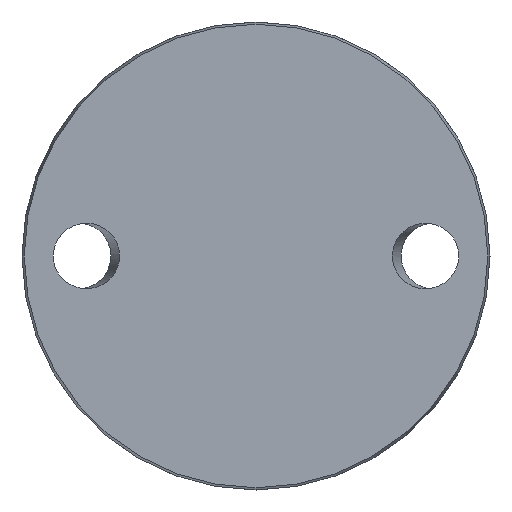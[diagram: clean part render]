
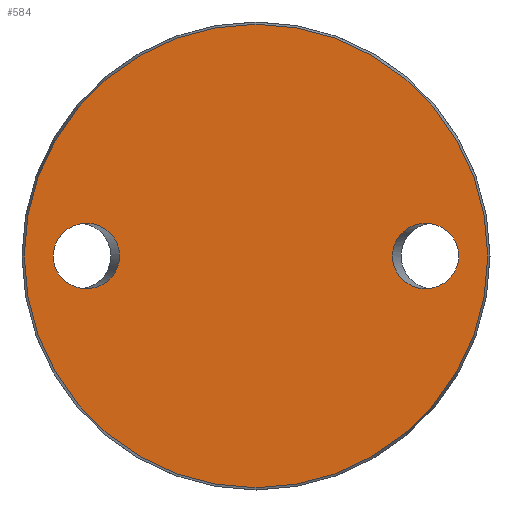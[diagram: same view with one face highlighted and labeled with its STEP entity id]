
A CAD part, front view. The second image highlights one B-rep face of the part: STEP entity #584.
In plain terms, the highlighted planar face has unit normal (0, -1, 0).
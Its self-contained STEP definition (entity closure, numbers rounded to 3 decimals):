
#12 =( BOUNDED_CURVE ( )  B_SPLINE_CURVE ( 3, ( #887, #732, #90, #726, #331, #876, #971 ),
 .UNSPECIFIED., .T., .T. ) 
 B_SPLINE_CURVE_WITH_KNOTS ( ( 4, 3, 4 ),
 ( 0., 3.142, 6.283 ),
 .UNSPECIFIED. ) 
 CURVE ( )  GEOMETRIC_REPRESENTATION_ITEM ( )  RATIONAL_B_SPLINE_CURVE ( ( 1., 0.333, 0.333, 1., 0.333, 0.333, 1. ) ) 
 REPRESENTATION_ITEM ( '' )  );
#22 = CARTESIAN_POINT ( 'NONE',  ( 0., 0., 0. ) ) ;
#26 = ORIENTED_EDGE ( 'NONE', *, *, #870, .T. ) ;
#40 = CARTESIAN_POINT ( 'NONE',  ( -51.115, 0., 0. ) ) ;
#60 = FACE_OUTER_BOUND ( 'NONE', #341, .T. ) ;
#90 = CARTESIAN_POINT ( 'NONE',  ( 51.115, 0., -16.5 ) ) ;
#125 = EDGE_LOOP ( 'NONE', ( #889 ) ) ;
#183 = DIRECTION ( 'NONE',  ( 0., 0., -1. ) ) ;
#209 = CARTESIAN_POINT ( 'NONE',  ( -34.385, 0., 16.5 ) ) ;
#215 = CARTESIAN_POINT ( 'NONE',  ( 34.385, 0., 0. ) ) ;
#251 = DIRECTION ( 'NONE',  ( 0., -1., 0. ) ) ;
#331 = CARTESIAN_POINT ( 'NONE',  ( 51.115, 0., 16.5 ) ) ;
#341 = EDGE_LOOP ( 'NONE', ( #26 ) ) ;
#350 = CARTESIAN_POINT ( 'NONE',  ( -51.115, 0., 0. ) ) ;
#351 = CARTESIAN_POINT ( 'NONE',  ( -51.115, 0., 0. ) ) ;
#355 = CARTESIAN_POINT ( 'NONE',  ( -34.385, 0., 0. ) ) ;
#372 = CARTESIAN_POINT ( 'NONE',  ( -58.425, 0., 0. ) ) ;
#479 = EDGE_CURVE ( 'NONE', #499, #499, #907, .T. ) ;
#499 = VERTEX_POINT ( 'NONE', #350 ) ;
#509 = AXIS2_PLACEMENT_3D ( 'NONE', #372, #622, #950 ) ;
#513 = CARTESIAN_POINT ( 'NONE',  ( -34.385, 0., -16.5 ) ) ;
#584 = ADVANCED_FACE ( 'NONE', ( #784, #872, #60 ), #633, .F. ) ;
#601 = CARTESIAN_POINT ( 'NONE',  ( -51.115, 0., -16.5 ) ) ;
#609 = VERTEX_POINT ( 'NONE', #215 ) ;
#622 = DIRECTION ( 'NONE',  ( 0., 1., 0. ) ) ;
#633 = PLANE ( 'NONE',  #509 ) ;
#683 = CARTESIAN_POINT ( 'NONE',  ( -51.115, 0., 16.5 ) ) ;
#706 = CARTESIAN_POINT ( 'NONE',  ( 0., 0., -58.425 ) ) ;
#726 = CARTESIAN_POINT ( 'NONE',  ( 51.115, 0., 0. ) ) ;
#732 = CARTESIAN_POINT ( 'NONE',  ( 34.385, 0., -16.5 ) ) ;
#764 = ORIENTED_EDGE ( 'NONE', *, *, #793, .F. ) ;
#784 = FACE_BOUND ( 'NONE', #125, .T. ) ;
#793 = EDGE_CURVE ( 'NONE', #609, #609, #12, .T. ) ;
#852 = CIRCLE ( 'NONE', #879, 58.425 ) ;
#870 = EDGE_CURVE ( 'NONE', #1022, #1022, #852, .T. ) ;
#872 = FACE_BOUND ( 'NONE', #965, .T. ) ;
#876 = CARTESIAN_POINT ( 'NONE',  ( 34.385, 0., 16.5 ) ) ;
#879 = AXIS2_PLACEMENT_3D ( 'NONE', #22, #251, #183 ) ;
#887 = CARTESIAN_POINT ( 'NONE',  ( 34.385, 0., 0. ) ) ;
#889 = ORIENTED_EDGE ( 'NONE', *, *, #479, .T. ) ;
#907 =( BOUNDED_CURVE ( )  B_SPLINE_CURVE ( 3, ( #40, #683, #209, #355, #513, #601, #351 ),
 .UNSPECIFIED., .T., .T. ) 
 B_SPLINE_CURVE_WITH_KNOTS ( ( 4, 3, 4 ),
 ( 0., 3.142, 6.283 ),
 .UNSPECIFIED. ) 
 CURVE ( )  GEOMETRIC_REPRESENTATION_ITEM ( )  RATIONAL_B_SPLINE_CURVE ( ( 1., 0.333, 0.333, 1., 0.333, 0.333, 1. ) ) 
 REPRESENTATION_ITEM ( '' )  );
#950 = DIRECTION ( 'NONE',  ( 0., 0., 1. ) ) ;
#965 = EDGE_LOOP ( 'NONE', ( #764 ) ) ;
#971 = CARTESIAN_POINT ( 'NONE',  ( 34.385, 0., 0. ) ) ;
#1022 = VERTEX_POINT ( 'NONE', #706 ) ;
